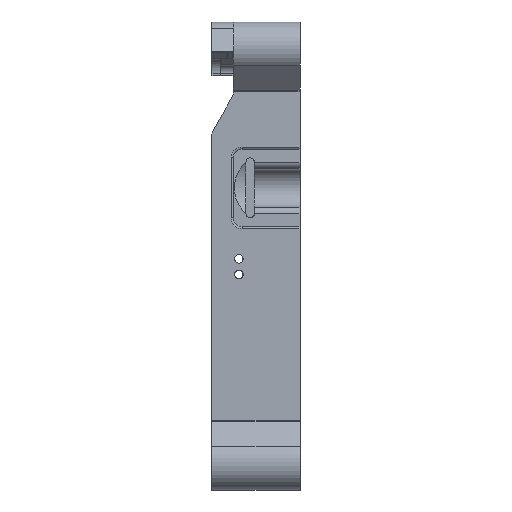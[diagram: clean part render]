
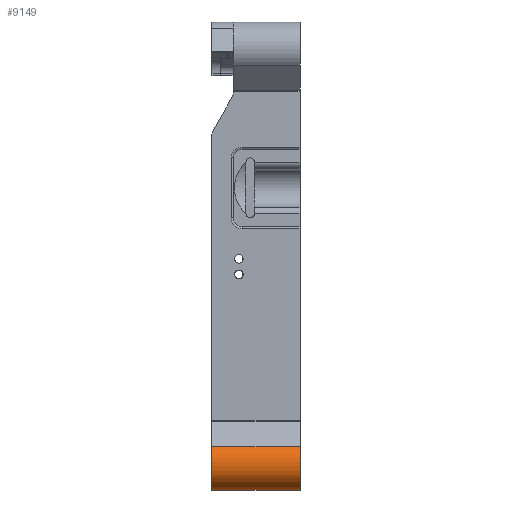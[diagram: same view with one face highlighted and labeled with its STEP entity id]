
A CAD part, left-side view. The second image highlights one B-rep face of the part: STEP entity #9149.
In plain terms, the highlighted cylindrical face has radius 6 mm (diameter 12 mm), a partial arc.
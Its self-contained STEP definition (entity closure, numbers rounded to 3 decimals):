
#31 = EDGE_CURVE ( 'NONE', #8560, #1206, #1374, .T. ) ;
#55 = VERTEX_POINT ( 'NONE', #6211 ) ;
#248 = AXIS2_PLACEMENT_3D ( 'NONE', #2509, #3206, #9374 ) ;
#692 = DIRECTION ( 'NONE',  ( 0., 0., 1. ) ) ;
#913 = CARTESIAN_POINT ( 'NONE',  ( -48.5, 20.5, -67. ) ) ;
#1072 = CARTESIAN_POINT ( 'NONE',  ( -48.5, 20.5, -61. ) ) ;
#1206 = VERTEX_POINT ( 'NONE', #913 ) ;
#1342 = CARTESIAN_POINT ( 'NONE',  ( -52.933, 20.5, -56.957 ) ) ;
#1374 = CIRCLE ( 'NONE', #5819, 6. ) ;
#2025 = CYLINDRICAL_SURFACE ( 'NONE', #248, 6. ) ;
#2176 = EDGE_CURVE ( 'NONE', #1206, #8716, #4222, .T. ) ;
#2254 = FACE_OUTER_BOUND ( 'NONE', #5643, .T. ) ;
#2509 = CARTESIAN_POINT ( 'NONE',  ( -48.5, 38.127, -61. ) ) ;
#2563 = DIRECTION ( 'NONE',  ( 0., -1., 0. ) ) ;
#3206 = DIRECTION ( 'NONE',  ( 0., -1., 0. ) ) ;
#3647 = AXIS2_PLACEMENT_3D ( 'NONE', #9851, #5258, #692 ) ;
#4049 = VECTOR ( 'NONE', #6032, 1000. ) ;
#4095 = LINE ( 'NONE', #5263, #4049 ) ;
#4106 = DIRECTION ( 'NONE',  ( 0., 0., -1. ) ) ;
#4133 = ORIENTED_EDGE ( 'NONE', *, *, #31, .T. ) ;
#4183 = DIRECTION ( 'NONE',  ( 0., -1., 0. ) ) ;
#4222 = LINE ( 'NONE', #6516, #4362 ) ;
#4362 = VECTOR ( 'NONE', #4183, 1000. ) ;
#4391 = EDGE_CURVE ( 'NONE', #8716, #55, #8285, .T. ) ;
#4654 = ORIENTED_EDGE ( 'NONE', *, *, #4391, .T. ) ;
#5258 = DIRECTION ( 'NONE',  ( 0., 1., 0. ) ) ;
#5263 = CARTESIAN_POINT ( 'NONE',  ( -52.933, 38.127, -56.957 ) ) ;
#5341 = CARTESIAN_POINT ( 'NONE',  ( -48.5, 0., -67. ) ) ;
#5523 = EDGE_CURVE ( 'NONE', #8560, #55, #4095, .T. ) ;
#5643 = EDGE_LOOP ( 'NONE', ( #4133, #6394, #4654, #9105 ) ) ;
#5819 = AXIS2_PLACEMENT_3D ( 'NONE', #1072, #2563, #4106 ) ;
#6032 = DIRECTION ( 'NONE',  ( 0., -1., 0. ) ) ;
#6211 = CARTESIAN_POINT ( 'NONE',  ( -52.933, 0., -56.957 ) ) ;
#6394 = ORIENTED_EDGE ( 'NONE', *, *, #2176, .T. ) ;
#6516 = CARTESIAN_POINT ( 'NONE',  ( -48.5, 38.127, -67. ) ) ;
#8285 = CIRCLE ( 'NONE', #3647, 6. ) ;
#8560 = VERTEX_POINT ( 'NONE', #1342 ) ;
#8716 = VERTEX_POINT ( 'NONE', #5341 ) ;
#9105 = ORIENTED_EDGE ( 'NONE', *, *, #5523, .F. ) ;
#9149 = ADVANCED_FACE ( 'NONE', ( #2254 ), #2025, .T. ) ;
#9374 = DIRECTION ( 'NONE',  ( 0., 0., -1. ) ) ;
#9851 = CARTESIAN_POINT ( 'NONE',  ( -48.5, 0., -61. ) ) ;
